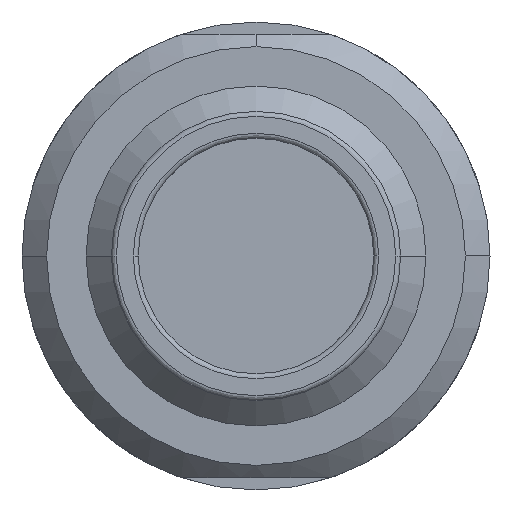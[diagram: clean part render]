
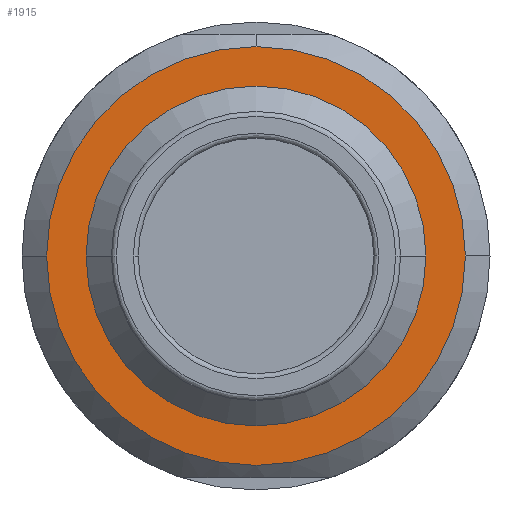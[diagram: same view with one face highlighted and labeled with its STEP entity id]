
A CAD part, left-side view. The second image highlights one B-rep face of the part: STEP entity #1915.
In plain terms, the highlighted planar face has unit normal (-1, 0, 0).
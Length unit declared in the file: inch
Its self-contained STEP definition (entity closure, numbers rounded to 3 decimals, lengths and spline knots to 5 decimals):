
#85 = AXIS2_PLACEMENT_3D ( 'NONE', #616, #708, #1066 ) ;
#105 = DIRECTION ( 'NONE',  ( -1., 0., 0. ) ) ;
#158 = FACE_OUTER_BOUND ( 'NONE', #317, .T. ) ;
#173 = EDGE_CURVE ( 'NONE', #1382, #433, #866, .T. ) ;
#216 = AXIS2_PLACEMENT_3D ( 'NONE', #1681, #268, #1378 ) ;
#243 = DIRECTION ( 'NONE',  ( 0., 1., 0. ) ) ;
#268 = DIRECTION ( 'NONE',  ( -1., 0., 0. ) ) ;
#305 = DIRECTION ( 'NONE',  ( 0., -1., 0. ) ) ;
#317 = EDGE_LOOP ( 'NONE', ( #620, #862, #1185 ) ) ;
#368 = CARTESIAN_POINT ( 'NONE',  ( 0.31496, -0.11555, 0. ) ) ;
#433 = VERTEX_POINT ( 'NONE', #368 ) ;
#541 = CIRCLE ( 'NONE', #216, 0.16732 ) ;
#553 = PLANE ( 'NONE',  #85 ) ;
#591 = VERTEX_POINT ( 'NONE', #1433 ) ;
#616 = CARTESIAN_POINT ( 'NONE',  ( 0.31496, 0., 0. ) ) ;
#620 = ORIENTED_EDGE ( 'NONE', *, *, #1403, .T. ) ;
#644 = CARTESIAN_POINT ( 'NONE',  ( 0.31496, 0., 0. ) ) ;
#673 = ORIENTED_EDGE ( 'NONE', *, *, #1499, .F. ) ;
#688 = EDGE_CURVE ( 'NONE', #1573, #2002, #1389, .T. ) ;
#708 = DIRECTION ( 'NONE',  ( -1., 0., 0. ) ) ;
#770 = AXIS2_PLACEMENT_3D ( 'NONE', #644, #1936, #305 ) ;
#850 = DIRECTION ( 'NONE',  ( -1., 0., 0. ) ) ;
#862 = ORIENTED_EDGE ( 'NONE', *, *, #940, .T. ) ;
#866 = CIRCLE ( 'NONE', #1943, 0.11555 ) ;
#875 = CARTESIAN_POINT ( 'NONE',  ( 0.31496, 0., 0. ) ) ;
#912 = CARTESIAN_POINT ( 'NONE',  ( 0.31496, 0., -0.16732 ) ) ;
#940 = EDGE_CURVE ( 'NONE', #591, #1573, #541, .T. ) ;
#1045 = DIRECTION ( 'NONE',  ( 1., 0., 0. ) ) ;
#1066 = DIRECTION ( 'NONE',  ( 0., 0., 1. ) ) ;
#1182 = DIRECTION ( 'NONE',  ( 0., 1., 0. ) ) ;
#1185 = ORIENTED_EDGE ( 'NONE', *, *, #688, .T. ) ;
#1202 = AXIS2_PLACEMENT_3D ( 'NONE', #1515, #105, #1853 ) ;
#1304 = CIRCLE ( 'NONE', #770, 0.16732 ) ;
#1378 = DIRECTION ( 'NONE',  ( 0., 1., 0. ) ) ;
#1380 = ORIENTED_EDGE ( 'NONE', *, *, #173, .T. ) ;
#1382 = VERTEX_POINT ( 'NONE', #1899 ) ;
#1389 = CIRCLE ( 'NONE', #1558, 0.16732 ) ;
#1403 = EDGE_CURVE ( 'NONE', #2002, #591, #1304, .T. ) ;
#1433 = CARTESIAN_POINT ( 'NONE',  ( 0.31496, 0.16732, 0. ) ) ;
#1499 = EDGE_CURVE ( 'NONE', #1382, #433, #1698, .T. ) ;
#1515 = CARTESIAN_POINT ( 'NONE',  ( 0.31496, 0., 0. ) ) ;
#1558 = AXIS2_PLACEMENT_3D ( 'NONE', #875, #850, #1182 ) ;
#1573 = VERTEX_POINT ( 'NONE', #912 ) ;
#1652 = CARTESIAN_POINT ( 'NONE',  ( 0.31496, 0., 0. ) ) ;
#1666 = FACE_BOUND ( 'NONE', #1670, .T. ) ;
#1670 = EDGE_LOOP ( 'NONE', ( #1380, #673 ) ) ;
#1681 = CARTESIAN_POINT ( 'NONE',  ( 0.31496, 0., 0. ) ) ;
#1698 = CIRCLE ( 'NONE', #1202, 0.11555 ) ;
#1853 = DIRECTION ( 'NONE',  ( 0., 1., 0. ) ) ;
#1899 = CARTESIAN_POINT ( 'NONE',  ( 0.31496, 0.11555, 0. ) ) ;
#1915 = ADVANCED_FACE ( 'NONE', ( #1666, #158 ), #553, .T. ) ;
#1931 = CARTESIAN_POINT ( 'NONE',  ( 0.31496, -0.16732, 0. ) ) ;
#1936 = DIRECTION ( 'NONE',  ( -1., 0., 0. ) ) ;
#1943 = AXIS2_PLACEMENT_3D ( 'NONE', #1652, #1045, #243 ) ;
#2002 = VERTEX_POINT ( 'NONE', #1931 ) ;
